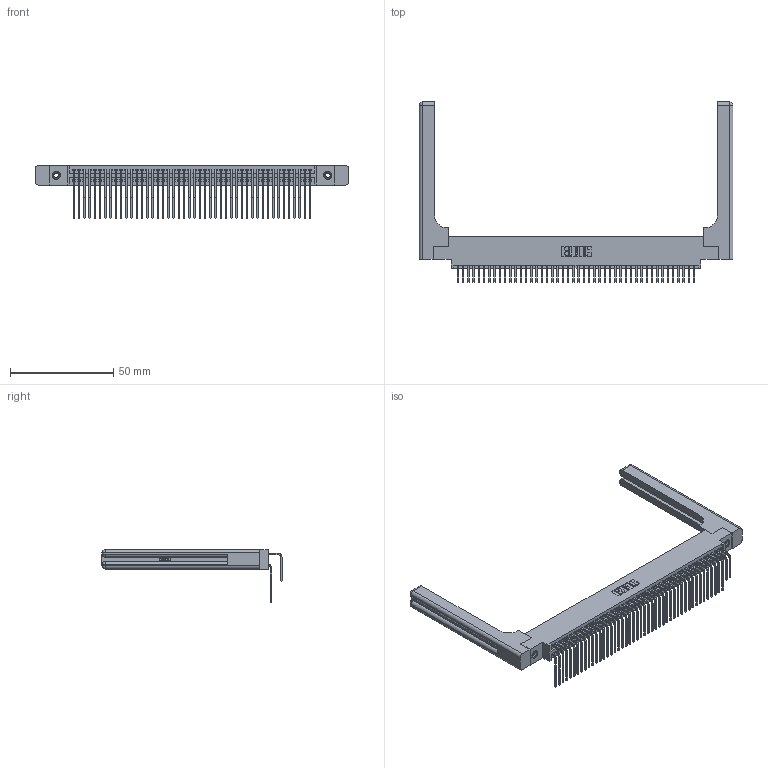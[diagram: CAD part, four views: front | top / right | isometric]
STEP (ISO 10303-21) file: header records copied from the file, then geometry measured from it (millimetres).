
FILE_DESCRIPTION (( 'STEP AP203' ), '1' );
FILE_NAME ('395-092-558-858.STEP', '2019-10-25T20:36:42', ( '' ), ( '' ), 'SwSTEP 2.0', 'SolidWorks 2016', '' );
FILE_SCHEMA (( 'CONFIG_CONTROL_DESIGN' ));
Length unit declared in the file: inch
Products named in the file (6): 345-292-001_558 Tail - 2; 345-250-001_345-250-001-102; 345-220-058_345-220-058; 395-092-558-858; 345 Part_0.170 Offset - 0.156 Dia-TH; 345-292-001_558 559 Tail - 1
Assembly tree (97 placements, depth 2):
  395-092-558-858
    345 Part_0.170 Offset - 0.156 Dia-TH
    345-292-001_558 559 Tail - 1  x46
    345-292-001_558 Tail - 2  x46
    345-250-001_345-250-001-102  x2
    345-220-058_345-220-058  x2
Bounding box: 151.87 x 87.11 x 25.53 mm (x, y, z)
Volume: 23682.1 mm3; surface area: 30253.9 mm2
Topology: 97 solids, 97 shells, 5170 faces, 15279 edges, 10042 vertices
Faces by surface type: plane 3452, cylinder 1658, bspline 36, cone 12, sphere 8, torus 4
Entity records: 42520 total; most frequent: CARTESIAN_POINT 8164, ORIENTED_EDGE 6844, DIRECTION 6098, EDGE_CURVE 3422, VECTOR 2974, LINE 2974, VERTEX_POINT 2270, AXIS2_PLACEMENT_3D 1562
